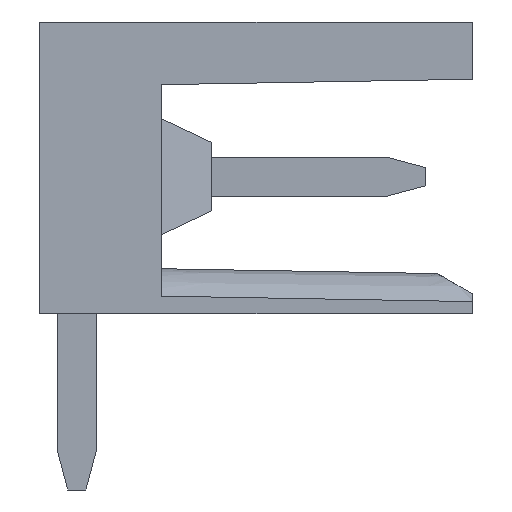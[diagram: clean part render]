
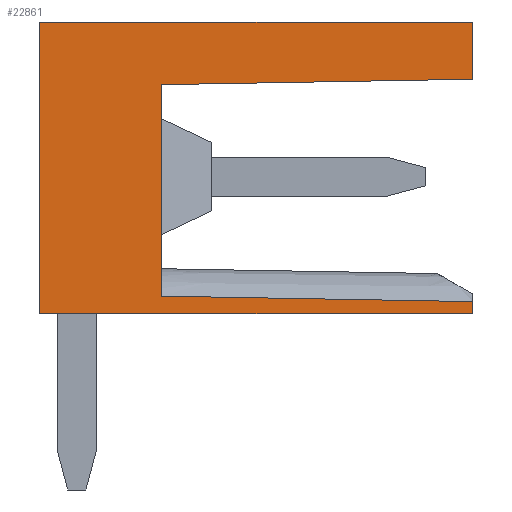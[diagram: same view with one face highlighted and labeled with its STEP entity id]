
A CAD part, left-side view. The second image highlights one B-rep face of the part: STEP entity #22861.
In plain terms, the highlighted planar face has unit normal (-1, 0, 0).
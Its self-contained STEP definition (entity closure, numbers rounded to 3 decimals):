
#22832=AXIS2_PLACEMENT_3D('Plane Axis2P3D',#22829,#22830,#22831) ;
#689=CARTESIAN_POINT('Vertex',(0.,11.05,11.95)) ;
#692=CARTESIAN_POINT('Line Origine',(0.,5.525,11.95)) ;
#696=CARTESIAN_POINT('Vertex',(0.,0.,11.95)) ;
#2932=CARTESIAN_POINT('Vertex',(0.,7.95,10.35)) ;
#2935=CARTESIAN_POINT('Line Origine',(0.,7.95,7.65)) ;
#2939=CARTESIAN_POINT('Vertex',(0.,7.95,4.95)) ;
#4846=CARTESIAN_POINT('Vertex',(0.,11.05,4.5)) ;
#4849=CARTESIAN_POINT('Line Origine',(0.,11.05,8.225)) ;
#8133=CARTESIAN_POINT('Vertex',(0.,0.,4.811)) ;
#8136=CARTESIAN_POINT('Line Origine',(0.,0.,4.656)) ;
#8140=CARTESIAN_POINT('Vertex',(0.,0.,4.5)) ;
#8238=CARTESIAN_POINT('Line Origine',(0.,5.525,4.5)) ;
#22829=CARTESIAN_POINT('Axis2P3D Location',(0.,0.,1.3)) ;
#22834=CARTESIAN_POINT('Line Origine',(0.,0.,11.219)) ;
#22838=CARTESIAN_POINT('Vertex',(0.,0.,10.489)) ;
#22841=CARTESIAN_POINT('Line Origine',(0.,3.975,4.881)) ;
#22846=CARTESIAN_POINT('Line Origine',(0.,3.975,10.419)) ;
#693=DIRECTION('Vector Direction',(0.,-1.,0.)) ;
#2936=DIRECTION('Vector Direction',(0.,0.,1.)) ;
#4850=DIRECTION('Vector Direction',(0.,0.,1.)) ;
#8137=DIRECTION('Vector Direction',(0.,0.,-1.)) ;
#8239=DIRECTION('Vector Direction',(0.,1.,0.)) ;
#22830=DIRECTION('Axis2P3D Direction',(-1.,0.,0.)) ;
#22831=DIRECTION('Axis2P3D XDirection',(0.,-1.,0.)) ;
#22835=DIRECTION('Vector Direction',(0.,0.,-1.)) ;
#22842=DIRECTION('Vector Direction',(0.,1.,0.017)) ;
#22847=DIRECTION('Vector Direction',(0.,1.,-0.017)) ;
#694=VECTOR('Line Direction',#693,1.) ;
#2937=VECTOR('Line Direction',#2936,1.) ;
#4851=VECTOR('Line Direction',#4850,1.) ;
#8138=VECTOR('Line Direction',#8137,1.) ;
#8240=VECTOR('Line Direction',#8239,1.) ;
#22836=VECTOR('Line Direction',#22835,1.) ;
#22843=VECTOR('Line Direction',#22842,1.) ;
#22848=VECTOR('Line Direction',#22847,1.) ;
#22852=ORIENTED_EDGE('',*,*,#22840,.T.) ;
#22853=ORIENTED_EDGE('',*,*,#698,.T.) ;
#22854=ORIENTED_EDGE('',*,*,#4853,.T.) ;
#22855=ORIENTED_EDGE('',*,*,#8242,.T.) ;
#22856=ORIENTED_EDGE('',*,*,#8142,.T.) ;
#22857=ORIENTED_EDGE('',*,*,#22845,.F.) ;
#22858=ORIENTED_EDGE('',*,*,#2941,.F.) ;
#22859=ORIENTED_EDGE('',*,*,#22850,.F.) ;
#22861=ADVANCED_FACE('HOUSING',(#22860),#22833,.T.) ;
#698=EDGE_CURVE('',#697,#690,#695,.F.) ;
#2941=EDGE_CURVE('',#2933,#2940,#2938,.F.) ;
#4853=EDGE_CURVE('',#690,#4847,#4852,.F.) ;
#8142=EDGE_CURVE('',#8141,#8134,#8139,.F.) ;
#8242=EDGE_CURVE('',#4847,#8141,#8241,.F.) ;
#22840=EDGE_CURVE('',#22839,#697,#22837,.F.) ;
#22845=EDGE_CURVE('',#2940,#8134,#22844,.F.) ;
#22850=EDGE_CURVE('',#22839,#2933,#22849,.T.) ;
#22851=EDGE_LOOP('',(#22852,#22853,#22854,#22855,#22856,#22857,#22858,#22859)) ;
#22860=FACE_OUTER_BOUND('',#22851,.T.) ;
#695=LINE('Line',#692,#694) ;
#2938=LINE('Line',#2935,#2937) ;
#4852=LINE('Line',#4849,#4851) ;
#8139=LINE('Line',#8136,#8138) ;
#8241=LINE('Line',#8238,#8240) ;
#22837=LINE('Line',#22834,#22836) ;
#22844=LINE('Line',#22841,#22843) ;
#22849=LINE('Line',#22846,#22848) ;
#22833=PLANE('',#22832) ;
#690=VERTEX_POINT('',#689) ;
#697=VERTEX_POINT('',#696) ;
#2933=VERTEX_POINT('',#2932) ;
#2940=VERTEX_POINT('',#2939) ;
#4847=VERTEX_POINT('',#4846) ;
#8134=VERTEX_POINT('',#8133) ;
#8141=VERTEX_POINT('',#8140) ;
#22839=VERTEX_POINT('',#22838) ;
